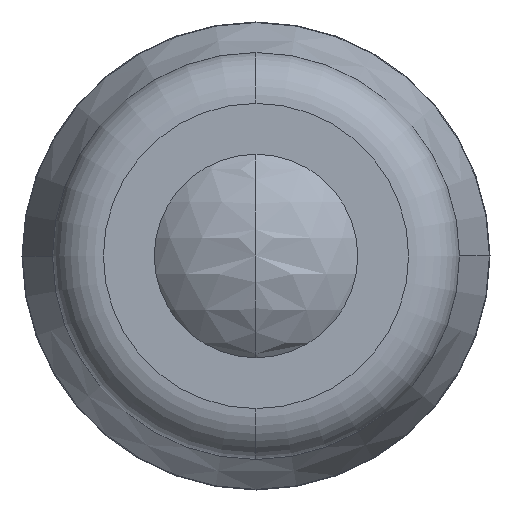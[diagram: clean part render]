
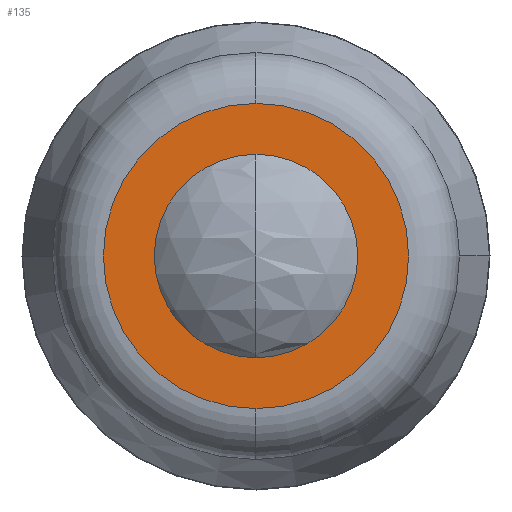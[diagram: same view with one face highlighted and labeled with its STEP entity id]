
A CAD part, left-side view. The second image highlights one B-rep face of the part: STEP entity #135.
In plain terms, the highlighted planar face has unit normal (-1, 0, 0).
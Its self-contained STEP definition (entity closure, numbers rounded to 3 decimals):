
#135=ADVANCED_FACE('',(#272,#273),#274,.T.);
#272=FACE_BOUND('',#415,.T.);
#273=FACE_OUTER_BOUND('',#416,.T.);
#274=PLANE('',#417);
#415=EDGE_LOOP('',(#707,#708));
#416=EDGE_LOOP('',(#709,#710,#711));
#417=AXIS2_PLACEMENT_3D('',#712,#713,#714);
#707=ORIENTED_EDGE('',*,*,#894,.T.);
#708=ORIENTED_EDGE('',*,*,#884,.T.);
#709=ORIENTED_EDGE('',*,*,#846,.F.);
#710=ORIENTED_EDGE('',*,*,#845,.F.);
#711=ORIENTED_EDGE('',*,*,#915,.F.);
#712=CARTESIAN_POINT('',(-11.6,0.75,0.0));
#713=DIRECTION('',(-1.0,-0.0,0.0));
#714=DIRECTION('',(0.0,-1.0,-0.0));
#845=EDGE_CURVE('',#999,#1002,#1003,.T.);
#846=EDGE_CURVE('',#1002,#1004,#1005,.T.);
#884=EDGE_CURVE('',#1059,#1063,#1065,.T.);
#894=EDGE_CURVE('',#1063,#1059,#1079,.T.);
#915=EDGE_CURVE('',#1004,#999,#1101,.T.);
#999=VERTEX_POINT('',#1199);
#1002=VERTEX_POINT('',#1202);
#1003=CIRCLE('',#1203,1.5);
#1004=VERTEX_POINT('',#1204);
#1005=CIRCLE('',#1205,1.5);
#1059=VERTEX_POINT('',#1271);
#1063=VERTEX_POINT('',#1276);
#1065=CIRCLE('',#1279,1.0);
#1079=CIRCLE('',#1295,1.0);
#1101=CIRCLE('',#1317,1.5);
#1199=CARTESIAN_POINT('',(-11.6,0.,-1.5));
#1202=CARTESIAN_POINT('',(-11.6,1.5,0.0));
#1203=AXIS2_PLACEMENT_3D('',#1412,#1413,#1414);
#1204=CARTESIAN_POINT('',(-11.6,0.,1.5));
#1205=AXIS2_PLACEMENT_3D('',#1415,#1416,#1417);
#1271=CARTESIAN_POINT('',(-11.6,0.,-1.0));
#1276=CARTESIAN_POINT('',(-11.6,0.,1.0));
#1279=AXIS2_PLACEMENT_3D('',#1477,#1478,#1479);
#1295=AXIS2_PLACEMENT_3D('',#1494,#1495,#1496);
#1317=AXIS2_PLACEMENT_3D('',#1527,#1528,#1529);
#1412=CARTESIAN_POINT('',(-11.6,0.0,0.0));
#1413=DIRECTION('',(1.0,0.0,0.0));
#1414=DIRECTION('',(0.0,1.0,0.0));
#1415=CARTESIAN_POINT('',(-11.6,0.0,0.0));
#1416=DIRECTION('',(1.0,0.0,0.0));
#1417=DIRECTION('',(0.0,1.0,0.0));
#1477=CARTESIAN_POINT('',(-11.6,0.0,0.0));
#1478=DIRECTION('',(1.0,0.0,0.0));
#1479=DIRECTION('',(0.0,0.0,-1.0));
#1494=CARTESIAN_POINT('',(-11.6,0.0,0.0));
#1495=DIRECTION('',(1.0,0.0,0.0));
#1496=DIRECTION('',(0.0,0.0,-1.0));
#1527=CARTESIAN_POINT('',(-11.6,0.0,0.0));
#1528=DIRECTION('',(1.0,0.0,0.0));
#1529=DIRECTION('',(0.0,1.0,0.0));
